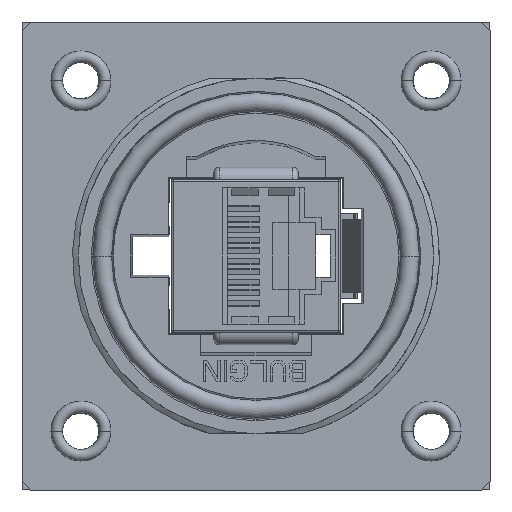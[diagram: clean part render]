
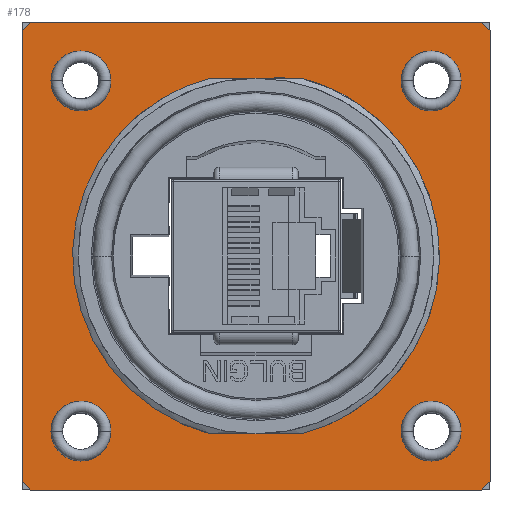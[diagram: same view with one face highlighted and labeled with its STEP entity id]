
A CAD part, left-side view. The second image highlights one B-rep face of the part: STEP entity #178.
In plain terms, the highlighted planar face has unit normal (-1, 0, 0).
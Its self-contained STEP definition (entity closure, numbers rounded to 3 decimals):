
#178=ADVANCED_FACE('',(#1165,#1166,#1167,#1168,#1169,#1170),#1171,.F.);
#1165=FACE_OUTER_BOUND('',#3014,.T.);
#1166=FACE_BOUND('',#3015,.T.);
#1167=FACE_BOUND('',#3016,.T.);
#1168=FACE_BOUND('',#3017,.T.);
#1169=FACE_BOUND('',#3018,.T.);
#1170=FACE_BOUND('',#3019,.T.);
#1171=PLANE('',#3020);
#3014=EDGE_LOOP('',(#7495,#7496,#7497,#7498,#7499,#7500,#7501,#7502));
#3015=EDGE_LOOP('',(#7503,#7504));
#3016=EDGE_LOOP('',(#7505,#7506));
#3017=EDGE_LOOP('',(#7507,#7508));
#3018=EDGE_LOOP('',(#7509,#7510));
#3019=EDGE_LOOP('',(#7511,#7512,#7513,#7514,#7515,#7516));
#3020=AXIS2_PLACEMENT_3D('',#7517,#7518,#7519);
#7495=ORIENTED_EDGE('',*,*,#14577,.T.);
#7496=ORIENTED_EDGE('',*,*,#14578,.T.);
#7497=ORIENTED_EDGE('',*,*,#14579,.T.);
#7498=ORIENTED_EDGE('',*,*,#14580,.T.);
#7499=ORIENTED_EDGE('',*,*,#14581,.T.);
#7500=ORIENTED_EDGE('',*,*,#14582,.T.);
#7501=ORIENTED_EDGE('',*,*,#14583,.T.);
#7502=ORIENTED_EDGE('',*,*,#14584,.T.);
#7503=ORIENTED_EDGE('',*,*,#14346,.T.);
#7504=ORIENTED_EDGE('',*,*,#14585,.T.);
#7505=ORIENTED_EDGE('',*,*,#14340,.T.);
#7506=ORIENTED_EDGE('',*,*,#14586,.T.);
#7507=ORIENTED_EDGE('',*,*,#14587,.T.);
#7508=ORIENTED_EDGE('',*,*,#14588,.T.);
#7509=ORIENTED_EDGE('',*,*,#14574,.T.);
#7510=ORIENTED_EDGE('',*,*,#14576,.T.);
#7511=ORIENTED_EDGE('',*,*,#14330,.T.);
#7512=ORIENTED_EDGE('',*,*,#14589,.T.);
#7513=ORIENTED_EDGE('',*,*,#14590,.F.);
#7514=ORIENTED_EDGE('',*,*,#14591,.F.);
#7515=ORIENTED_EDGE('',*,*,#14592,.T.);
#7516=ORIENTED_EDGE('',*,*,#14593,.F.);
#7517=CARTESIAN_POINT('',(5.33,0.0,0.0));
#7518=DIRECTION('',(1.0,0.0,0.0));
#7519=DIRECTION('',(0.0,1.0,0.0));
#14330=EDGE_CURVE('',#16804,#16801,#16805,.T.);
#14340=EDGE_CURVE('',#16824,#16822,#16825,.T.);
#14346=EDGE_CURVE('',#16836,#16834,#16837,.T.);
#14574=EDGE_CURVE('',#17228,#17226,#17229,.T.);
#14576=EDGE_CURVE('',#17226,#17228,#17231,.T.);
#14577=EDGE_CURVE('',#17232,#17233,#17234,.T.);
#14578=EDGE_CURVE('',#17233,#17235,#17236,.T.);
#14579=EDGE_CURVE('',#17235,#17237,#17238,.T.);
#14580=EDGE_CURVE('',#17237,#17239,#17240,.T.);
#14581=EDGE_CURVE('',#17239,#17241,#17242,.T.);
#14582=EDGE_CURVE('',#17241,#17243,#17244,.T.);
#14583=EDGE_CURVE('',#17243,#17245,#17246,.T.);
#14584=EDGE_CURVE('',#17245,#17232,#17247,.T.);
#14585=EDGE_CURVE('',#16834,#16836,#17248,.T.);
#14586=EDGE_CURVE('',#16822,#16824,#17249,.T.);
#14587=EDGE_CURVE('',#17250,#17251,#17252,.T.);
#14588=EDGE_CURVE('',#17251,#17250,#17253,.T.);
#14589=EDGE_CURVE('',#16801,#17254,#17255,.T.);
#14590=EDGE_CURVE('',#17256,#17254,#17257,.T.);
#14591=EDGE_CURVE('',#17258,#17256,#17259,.T.);
#14592=EDGE_CURVE('',#17258,#17260,#17261,.T.);
#14593=EDGE_CURVE('',#16804,#17260,#17262,.T.);
#16801=VERTEX_POINT('',#20826);
#16804=VERTEX_POINT('',#20830);
#16805=CIRCLE('',#20831,16.901);
#16822=VERTEX_POINT('',#20893);
#16824=VERTEX_POINT('',#20896);
#16825=CIRCLE('',#20897,1.9);
#16834=VERTEX_POINT('',#20908);
#16836=VERTEX_POINT('',#20911);
#16837=CIRCLE('',#20912,1.9);
#17226=VERTEX_POINT('',#21467);
#17228=VERTEX_POINT('',#21470);
#17229=CIRCLE('',#21471,1.9);
#17231=CIRCLE('',#21474,1.9);
#17232=VERTEX_POINT('',#21475);
#17233=VERTEX_POINT('',#21476);
#17234=LINE('',#21477,#21478);
#17235=VERTEX_POINT('',#21479);
#17236=LINE('',#21480,#21481);
#17237=VERTEX_POINT('',#21482);
#17238=LINE('',#21483,#21484);
#17239=VERTEX_POINT('',#21485);
#17240=LINE('',#21486,#21487);
#17241=VERTEX_POINT('',#21488);
#17242=LINE('',#21489,#21490);
#17243=VERTEX_POINT('',#21491);
#17244=LINE('',#21492,#21493);
#17245=VERTEX_POINT('',#21494);
#17246=LINE('',#21495,#21496);
#17247=LINE('',#21497,#21498);
#17248=CIRCLE('',#21499,1.9);
#17249=CIRCLE('',#21500,1.9);
#17250=VERTEX_POINT('',#21501);
#17251=VERTEX_POINT('',#21502);
#17252=CIRCLE('',#21503,1.9);
#17253=CIRCLE('',#21504,1.9);
#17254=VERTEX_POINT('',#21505);
#17255=CIRCLE('',#21506,16.901);
#17256=VERTEX_POINT('',#21507);
#17257=B_SPLINE_CURVE_WITH_KNOTS('',3,(#21508,#21509,#21510,#21511,#21512,#21513,#21514,#21515,#21516,#21517,#21518,#21519,#21520,#21521,#21522,#21523,#21524,#21525),.UNSPECIFIED.,.F.,.F.,(4,1,1,1,1,1,1,1,1,1,1,1,1,1,1,4),(0.0,0.067,0.133,0.2,0.267,0.333,0.4,0.467,0.533,0.6,0.667,0.733,0.8,0.867,0.933,1.0),.UNSPECIFIED.);
#17258=VERTEX_POINT('',#21526);
#17259=B_SPLINE_CURVE_WITH_KNOTS('',3,(#21527,#21528,#21529,#21530,#21531,#21532,#21533),.UNSPECIFIED.,.F.,.F.,(4,1,1,1,4),(0.0,0.25,0.5,0.75,1.0),.UNSPECIFIED.);
#17260=VERTEX_POINT('',#21534);
#17261=LINE('',#21535,#21536);
#17262=B_SPLINE_CURVE_WITH_KNOTS('',3,(#21537,#21538,#21539,#21540,#21541,#21542,#21543,#21544,#21545,#21546,#21547,#21548,#21549,#21550,#21551,#21552,#21553,#21554),.UNSPECIFIED.,.F.,.F.,(4,1,1,1,1,1,1,1,1,1,1,1,1,1,1,4),(0.0,0.067,0.133,0.2,0.267,0.333,0.4,0.467,0.533,0.6,0.667,0.733,0.8,0.867,0.933,1.0),.UNSPECIFIED.);
#20826=CARTESIAN_POINT('',(5.33,0.,-16.901));
#20830=CARTESIAN_POINT('',(5.33,-14.81,-8.142));
#20831=AXIS2_PLACEMENT_3D('',#28373,#28374,#28375);
#20893=CARTESIAN_POINT('',(5.33,-14.75,16.65));
#20896=CARTESIAN_POINT('',(5.33,-18.55,16.65));
#20897=AXIS2_PLACEMENT_3D('',#28387,#28388,#28389);
#20908=CARTESIAN_POINT('',(5.33,18.55,16.65));
#20911=CARTESIAN_POINT('',(5.33,14.75,16.65));
#20912=AXIS2_PLACEMENT_3D('',#28399,#28400,#28401);
#21467=CARTESIAN_POINT('',(5.33,18.55,-16.65));
#21470=CARTESIAN_POINT('',(5.33,14.75,-16.65));
#21471=AXIS2_PLACEMENT_3D('',#28749,#28750,#28751);
#21474=AXIS2_PLACEMENT_3D('',#28753,#28754,#28755);
#21475=CARTESIAN_POINT('',(5.33,21.45,-22.25));
#21476=CARTESIAN_POINT('',(5.33,-21.45,-22.25));
#21477=CARTESIAN_POINT('',(5.33,21.45,-22.25));
#21478=VECTOR('',#28756,42.9);
#21479=CARTESIAN_POINT('',(5.33,-22.25,-21.45));
#21480=CARTESIAN_POINT('',(5.33,-21.45,-22.25));
#21481=VECTOR('',#28757,1.131);
#21482=CARTESIAN_POINT('',(5.33,-22.25,21.45));
#21483=CARTESIAN_POINT('',(5.33,-22.25,-21.45));
#21484=VECTOR('',#28758,42.9);
#21485=CARTESIAN_POINT('',(5.33,-21.45,22.25));
#21486=CARTESIAN_POINT('',(5.33,-22.25,21.45));
#21487=VECTOR('',#28759,1.131);
#21488=CARTESIAN_POINT('',(5.33,21.45,22.25));
#21489=CARTESIAN_POINT('',(5.33,-21.45,22.25));
#21490=VECTOR('',#28760,42.9);
#21491=CARTESIAN_POINT('',(5.33,22.25,21.45));
#21492=CARTESIAN_POINT('',(5.33,21.45,22.25));
#21493=VECTOR('',#28761,1.131);
#21494=CARTESIAN_POINT('',(5.33,22.25,-21.45));
#21495=CARTESIAN_POINT('',(5.33,22.25,21.45));
#21496=VECTOR('',#28762,42.9);
#21497=CARTESIAN_POINT('',(5.33,22.25,-21.45));
#21498=VECTOR('',#28763,1.131);
#21499=AXIS2_PLACEMENT_3D('',#28764,#28765,#28766);
#21500=AXIS2_PLACEMENT_3D('',#28767,#28768,#28769);
#21501=CARTESIAN_POINT('',(5.33,-18.55,-16.65));
#21502=CARTESIAN_POINT('',(5.33,-14.75,-16.65));
#21503=AXIS2_PLACEMENT_3D('',#28770,#28771,#28772);
#21504=AXIS2_PLACEMENT_3D('',#28773,#28774,#28775);
#21505=CARTESIAN_POINT('',(5.33,7.795,-14.996));
#21506=AXIS2_PLACEMENT_3D('',#28776,#28777,#28778);
#21507=CARTESIAN_POINT('',(5.33,11.065,13.487));
#21508=CARTESIAN_POINT('',(5.33,11.065,13.487));
#21509=CARTESIAN_POINT('',(5.33,11.645,12.995));
#21510=CARTESIAN_POINT('',(5.33,12.73,11.947));
#21511=CARTESIAN_POINT('',(5.33,14.15,10.165));
#21512=CARTESIAN_POINT('',(5.33,15.321,8.219));
#21513=CARTESIAN_POINT('',(5.33,16.232,6.129));
#21514=CARTESIAN_POINT('',(5.33,16.858,3.951));
#21515=CARTESIAN_POINT('',(5.33,17.197,1.683));
#21516=CARTESIAN_POINT('',(5.33,17.232,-0.617));
#21517=CARTESIAN_POINT('',(5.33,16.961,-2.885));
#21518=CARTESIAN_POINT('',(5.33,16.406,-5.06));
#21519=CARTESIAN_POINT('',(5.33,15.559,-7.173));
#21520=CARTESIAN_POINT('',(5.33,14.438,-9.154));
#21521=CARTESIAN_POINT('',(5.33,13.078,-10.952));
#21522=CARTESIAN_POINT('',(5.33,11.512,-12.539));
#21523=CARTESIAN_POINT('',(5.33,9.745,-13.912));
#21524=CARTESIAN_POINT('',(5.33,8.464,-14.661));
#21525=CARTESIAN_POINT('',(5.33,7.795,-14.996));
#21526=CARTESIAN_POINT('',(5.33,4.324,16.901));
#21527=CARTESIAN_POINT('',(5.33,4.324,16.901));
#21528=CARTESIAN_POINT('',(5.33,4.939,16.743));
#21529=CARTESIAN_POINT('',(5.33,6.145,16.364));
#21530=CARTESIAN_POINT('',(5.33,7.895,15.596));
#21531=CARTESIAN_POINT('',(5.33,9.55,14.64));
#21532=CARTESIAN_POINT('',(5.33,10.573,13.891));
#21533=CARTESIAN_POINT('',(5.33,11.065,13.487));
#21534=CARTESIAN_POINT('',(5.33,-4.162,16.901));
#21535=CARTESIAN_POINT('',(5.33,4.324,16.901));
#21536=VECTOR('',#28779,8.487);
#21537=CARTESIAN_POINT('',(5.33,-14.81,-8.142));
#21538=CARTESIAN_POINT('',(5.33,-15.157,-7.535));
#21539=CARTESIAN_POINT('',(5.33,-15.769,-6.29));
#21540=CARTESIAN_POINT('',(5.33,-16.457,-4.308));
#21541=CARTESIAN_POINT('',(5.33,-16.894,-2.265));
#21542=CARTESIAN_POINT('',(5.33,-17.08,-0.15));
#21543=CARTESIAN_POINT('',(5.33,-17.,1.981));
#21544=CARTESIAN_POINT('',(5.33,-16.656,4.079));
#21545=CARTESIAN_POINT('',(5.33,-16.065,6.094));
#21546=CARTESIAN_POINT('',(5.33,-15.218,8.054));
#21547=CARTESIAN_POINT('',(5.33,-14.125,9.906));
#21548=CARTESIAN_POINT('',(5.33,-12.811,11.605));
#21549=CARTESIAN_POINT('',(5.33,-11.3,13.127));
#21550=CARTESIAN_POINT('',(5.33,-9.614,14.446));
#21551=CARTESIAN_POINT('',(5.33,-7.845,15.511));
#21552=CARTESIAN_POINT('',(5.33,-6.034,16.333));
#21553=CARTESIAN_POINT('',(5.33,-4.791,16.735));
#21554=CARTESIAN_POINT('',(5.33,-4.162,16.901));
#28373=CARTESIAN_POINT('',(5.33,0.0,0.0));
#28374=DIRECTION('',(1.0,0.0,0.0));
#28375=DIRECTION('',(0.0,-0.876,-0.482));
#28387=CARTESIAN_POINT('',(5.33,-16.65,16.65));
#28388=DIRECTION('',(1.0,0.0,0.0));
#28389=DIRECTION('',(0.0,-1.0,0.0));
#28399=CARTESIAN_POINT('',(5.33,16.65,16.65));
#28400=DIRECTION('',(1.0,0.0,0.0));
#28401=DIRECTION('',(0.0,-1.0,0.0));
#28749=CARTESIAN_POINT('',(5.33,16.65,-16.65));
#28750=DIRECTION('',(1.0,0.0,0.0));
#28751=DIRECTION('',(0.0,-1.0,0.0));
#28753=CARTESIAN_POINT('',(5.33,16.65,-16.65));
#28754=DIRECTION('',(1.0,0.0,0.0));
#28755=DIRECTION('',(0.0,1.0,0.0));
#28756=DIRECTION('',(0.0,-1.0,0.0));
#28757=DIRECTION('',(0.0,-0.707,0.707));
#28758=DIRECTION('',(0.0,0.0,1.0));
#28759=DIRECTION('',(0.0,0.707,0.707));
#28760=DIRECTION('',(0.0,1.0,0.0));
#28761=DIRECTION('',(0.0,0.707,-0.707));
#28762=DIRECTION('',(0.0,0.0,-1.0));
#28763=DIRECTION('',(0.0,-0.707,-0.707));
#28764=CARTESIAN_POINT('',(5.33,16.65,16.65));
#28765=DIRECTION('',(1.0,0.0,0.0));
#28766=DIRECTION('',(0.0,1.0,0.0));
#28767=CARTESIAN_POINT('',(5.33,-16.65,16.65));
#28768=DIRECTION('',(1.0,0.0,0.0));
#28769=DIRECTION('',(0.0,1.0,0.0));
#28770=CARTESIAN_POINT('',(5.33,-16.65,-16.65));
#28771=DIRECTION('',(1.0,0.0,0.0));
#28772=DIRECTION('',(0.0,-1.0,0.0));
#28773=CARTESIAN_POINT('',(5.33,-16.65,-16.65));
#28774=DIRECTION('',(1.0,0.0,0.0));
#28775=DIRECTION('',(0.0,1.0,0.0));
#28776=CARTESIAN_POINT('',(5.33,0.0,0.0));
#28777=DIRECTION('',(1.0,0.0,0.0));
#28778=DIRECTION('',(0.0,-0.876,-0.482));
#28779=DIRECTION('',(0.0,-1.0,0.0));
